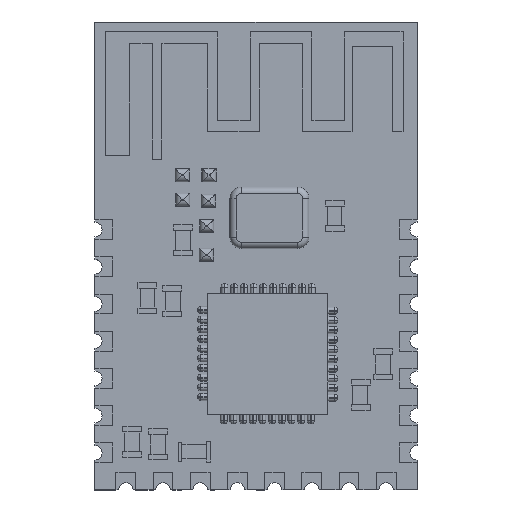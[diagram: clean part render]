
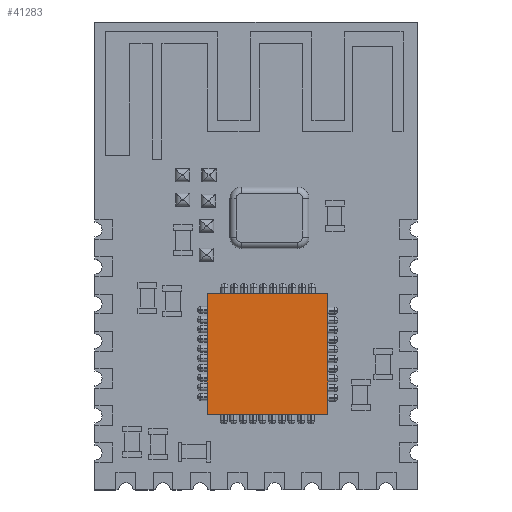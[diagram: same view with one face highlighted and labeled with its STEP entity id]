
A CAD part, top view. The second image highlights one B-rep face of the part: STEP entity #41283.
In plain terms, the highlighted planar face has unit normal (0, 0, 1).
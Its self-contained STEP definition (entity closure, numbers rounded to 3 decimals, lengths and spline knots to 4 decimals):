
#1863=LINE('',#58443,#4396);
#1895=LINE('',#58537,#4428);
#1927=LINE('',#58631,#4460);
#1959=LINE('',#58725,#4492);
#4396=VECTOR('',#47183,1000.);
#4428=VECTOR('',#47257,1000.);
#4460=VECTOR('',#47331,1000.);
#4492=VECTOR('',#47405,1000.);
#9502=ORIENTED_EDGE('',*,*,#17003,.F.);
#9503=ORIENTED_EDGE('',*,*,#17159,.F.);
#9504=ORIENTED_EDGE('',*,*,#17107,.F.);
#9505=ORIENTED_EDGE('',*,*,#17055,.F.);
#17003=EDGE_CURVE('',#21047,#21048,#1863,.T.);
#17055=EDGE_CURVE('',#21048,#21089,#1895,.T.);
#17107=EDGE_CURVE('',#21089,#21130,#1927,.T.);
#17159=EDGE_CURVE('',#21130,#21047,#1959,.T.);
#21047=VERTEX_POINT('',#58442);
#21048=VERTEX_POINT('',#58444);
#21089=VERTEX_POINT('',#58538);
#21130=VERTEX_POINT('',#58632);
#24262=EDGE_LOOP('',(#9502,#9503,#9504,#9505));
#26148=FACE_BOUND('',#24262,.T.);
#27873=PLANE('',#43312);
#41283=ADVANCED_FACE('',(#26148),#27873,.F.);
#43312=AXIS2_PLACEMENT_3D('',#58807,#47469,#47470);
#47183=DIRECTION('',(0.,1.,0.));
#47257=DIRECTION('',(1.,0.,0.));
#47331=DIRECTION('',(0.,-1.,0.));
#47405=DIRECTION('',(-1.,0.,0.));
#47469=DIRECTION('',(0.,0.,-1.));
#47470=DIRECTION('',(-1.,0.,0.));
#58442=CARTESIAN_POINT('',(-1.9638,3.0549,1.6002));
#58443=CARTESIAN_POINT('',(-1.9638,3.0549,1.6002));
#58444=CARTESIAN_POINT('',(-1.9638,7.9213,1.6002));
#58537=CARTESIAN_POINT('',(-1.9638,7.9213,1.6002));
#58538=CARTESIAN_POINT('',(2.9026,7.9213,1.6002));
#58631=CARTESIAN_POINT('',(2.9026,7.9213,1.6002));
#58632=CARTESIAN_POINT('',(2.9026,3.0549,1.6002));
#58725=CARTESIAN_POINT('',(2.9026,3.0549,1.6002));
#58807=CARTESIAN_POINT('',(0.,0.,1.6002));
